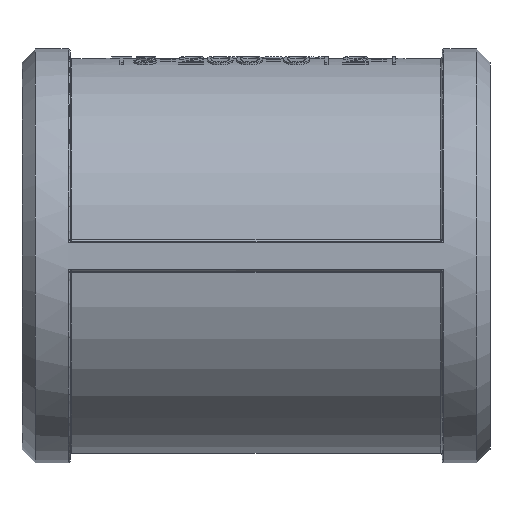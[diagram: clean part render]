
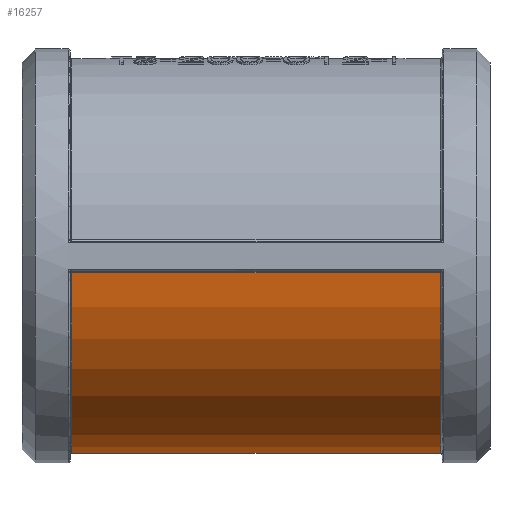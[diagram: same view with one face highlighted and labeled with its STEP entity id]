
A CAD part, front view. The second image highlights one B-rep face of the part: STEP entity #16257.
In plain terms, the highlighted cylindrical face has radius 33 mm (diameter 66 mm), a partial arc.
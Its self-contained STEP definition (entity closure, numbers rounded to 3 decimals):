
#875 = CARTESIAN_POINT ( 'NONE',  ( -30.7, -32.883, -2.775 ) ) ;
#909 = CARTESIAN_POINT ( 'NONE',  ( 30.7, 32.883, -2.775 ) ) ;
#940 = CARTESIAN_POINT ( 'NONE',  ( -30.7, 32.883, -2.775 ) ) ;
#953 = CARTESIAN_POINT ( 'NONE',  ( 0., 29.537, -14.716 ) ) ;
#954 = CARTESIAN_POINT ( 'NONE',  ( -16.204, 32.883, -2.775 ) ) ;
#966 = CARTESIAN_POINT ( 'NONE',  ( 30.7, -32.883, -2.775 ) ) ;
#982 = CARTESIAN_POINT ( 'NONE',  ( 16.204, 32.883, -2.775 ) ) ;
#7360 = DIRECTION ( 'NONE',  ( 1., 0., 0. ) ) ;
#7362 = LINE ( 'NONE', #7443, #27074 ) ;
#7369 = CARTESIAN_POINT ( 'NONE',  ( 30.7, 0., 0. ) ) ;
#7376 = CARTESIAN_POINT ( 'NONE',  ( -30.7, 0., 0. ) ) ;
#7381 = DIRECTION ( 'NONE',  ( -1., 0., 0. ) ) ;
#7382 = DIRECTION ( 'NONE',  ( 0., 0., -1. ) ) ;
#7392 = CARTESIAN_POINT ( 'NONE',  ( 16.204, 32.883, -2.775 ) ) ;
#7398 = DIRECTION ( 'NONE',  ( 0., 0., -1. ) ) ;
#7408 = CARTESIAN_POINT ( 'NONE',  ( 14.094, 32.058, -8.355 ) ) ;
#7423 = DIRECTION ( 'NONE',  ( 1., 0., 0. ) ) ;
#7426 = CARTESIAN_POINT ( 'NONE',  ( 15.79, 32.721, -4.699 ) ) ;
#7433 = CARTESIAN_POINT ( 'NONE',  ( 0., 29.537, -14.716 ) ) ;
#7436 = CARTESIAN_POINT ( 'NONE',  ( 9.497, 30.61, -12.492 ) ) ;
#7443 = CARTESIAN_POINT ( 'NONE',  ( 0., -32.883, -2.775 ) ) ;
#7446 = CARTESIAN_POINT ( 'NONE',  ( 1.102, 29.537, -14.716 ) ) ;
#7455 = CARTESIAN_POINT ( 'NONE',  ( 4.413, 29.685, -14.42 ) ) ;
#7462 = LINE ( 'NONE', #7466, #27037 ) ;
#7466 = CARTESIAN_POINT ( 'NONE',  ( 0., 32.883, -2.775 ) ) ;
#7506 = DIRECTION ( 'NONE',  ( -1., 0., 0. ) ) ;
#7508 = CARTESIAN_POINT ( 'NONE',  ( -12.921, 31.581, -10.082 ) ) ;
#7520 = CARTESIAN_POINT ( 'NONE',  ( -6.596, 29.957, -13.903 ) ) ;
#7524 = CARTESIAN_POINT ( 'NONE',  ( -16.204, 32.883, -2.775 ) ) ;
#7530 = CARTESIAN_POINT ( 'NONE',  ( 0., 29.537, -14.716 ) ) ;
#7537 = CARTESIAN_POINT ( 'NONE',  ( -2.204, 29.537, -14.716 ) ) ;
#7549 = CARTESIAN_POINT ( 'NONE',  ( -15.583, 32.64, -5.66 ) ) ;
#7677 = LINE ( 'NONE', #7716, #27044 ) ;
#7690 = DIRECTION ( 'NONE',  ( -1., 0., 0. ) ) ;
#7716 = CARTESIAN_POINT ( 'NONE',  ( 0., 32.883, -2.775 ) ) ;
#10098 = EDGE_LOOP ( 'NONE', ( #10498, #10490, #10583, #10507, #10506, #10500, #10527 ) ) ;
#10490 = ORIENTED_EDGE ( 'NONE', *, *, #16312, .F. ) ;
#10498 = ORIENTED_EDGE ( 'NONE', *, *, #16307, .F. ) ;
#10500 = ORIENTED_EDGE ( 'NONE', *, *, #16314, .F. ) ;
#10506 = ORIENTED_EDGE ( 'NONE', *, *, #16331, .F. ) ;
#10507 = ORIENTED_EDGE ( 'NONE', *, *, #16346, .F. ) ;
#10527 = ORIENTED_EDGE ( 'NONE', *, *, #16323, .F. ) ;
#10583 = ORIENTED_EDGE ( 'NONE', *, *, #16310, .F. ) ;
#16257 = ADVANCED_FACE ( 'NONE', ( #31161 ), #31231, .T. ) ;
#16307 = EDGE_CURVE ( 'NONE', #31799, #31755, #27043, .T. ) ;
#16310 = EDGE_CURVE ( 'NONE', #31780, #31763, #27063, .T. ) ;
#16312 = EDGE_CURVE ( 'NONE', #31763, #31799, #7362, .T. ) ;
#16314 = EDGE_CURVE ( 'NONE', #31762, #31802, #25157, .T. ) ;
#16323 = EDGE_CURVE ( 'NONE', #31755, #31762, #7462, .T. ) ;
#16331 = EDGE_CURVE ( 'NONE', #31802, #31760, #25196, .T. ) ;
#16346 = EDGE_CURVE ( 'NONE', #31760, #31780, #7677, .T. ) ;
#25157 = B_SPLINE_CURVE_WITH_KNOTS ( 'NONE', 3,
 ( #7392, #7426, #7408, #7436, #7455, #7446, #7433 ),
 .UNSPECIFIED., .F., .F.,
 ( 4, 1, 1, 1, 4 ),
 ( 0., 0.286, 0.571, 0.857, 1. ),
 .UNSPECIFIED. ) ;
#25196 = B_SPLINE_CURVE_WITH_KNOTS ( 'NONE', 3,
 ( #7530, #7537, #7520, #7508, #7549, #7524 ),
 .UNSPECIFIED., .F., .F.,
 ( 4, 1, 1, 4 ),
 ( 0., 0.286, 0.571, 1. ),
 .UNSPECIFIED. ) ;
#26783 = AXIS2_PLACEMENT_3D ( 'NONE', #31211, #31230, #31228 ) ;
#27029 = AXIS2_PLACEMENT_3D ( 'NONE', #7376, #7381, #7382 ) ;
#27037 = VECTOR ( 'NONE', #7506, 1000. ) ;
#27043 = CIRCLE ( 'NONE', #27045, 33. ) ;
#27044 = VECTOR ( 'NONE', #7690, 1000. ) ;
#27045 = AXIS2_PLACEMENT_3D ( 'NONE', #7369, #7360, #7398 ) ;
#27063 = CIRCLE ( 'NONE', #27029, 33. ) ;
#27074 = VECTOR ( 'NONE', #7423, 1000. ) ;
#31161 = FACE_OUTER_BOUND ( 'NONE', #10098, .T. ) ;
#31211 = CARTESIAN_POINT ( 'NONE',  ( 0., 0., 0. ) ) ;
#31228 = DIRECTION ( 'NONE',  ( 0., -1., 0. ) ) ;
#31230 = DIRECTION ( 'NONE',  ( 1., 0., 0. ) ) ;
#31231 = CYLINDRICAL_SURFACE ( 'NONE', #26783, 33. ) ;
#31755 = VERTEX_POINT ( 'NONE', #909 ) ;
#31760 = VERTEX_POINT ( 'NONE', #954 ) ;
#31762 = VERTEX_POINT ( 'NONE', #982 ) ;
#31763 = VERTEX_POINT ( 'NONE', #875 ) ;
#31780 = VERTEX_POINT ( 'NONE', #940 ) ;
#31799 = VERTEX_POINT ( 'NONE', #966 ) ;
#31802 = VERTEX_POINT ( 'NONE', #953 ) ;
